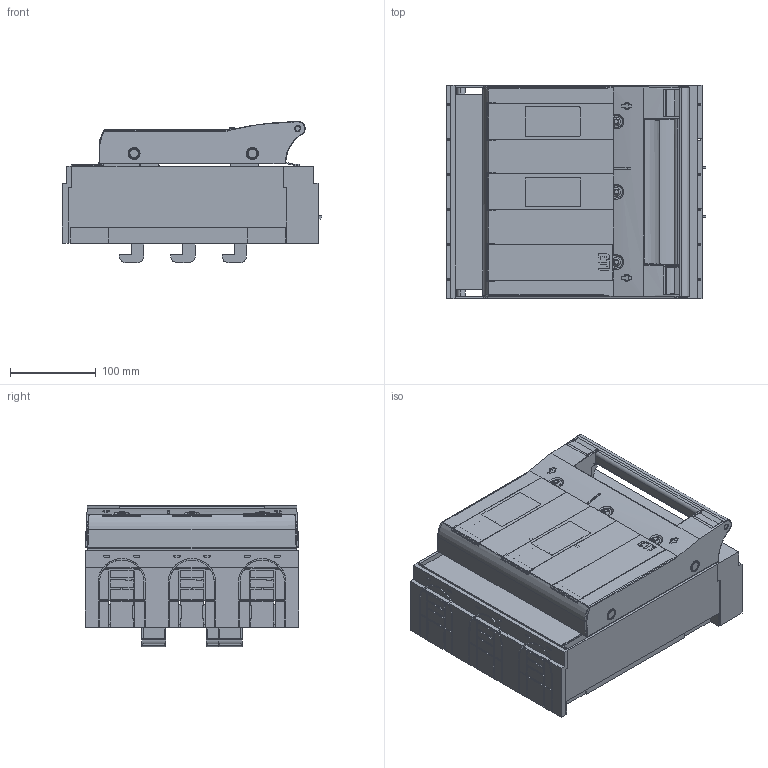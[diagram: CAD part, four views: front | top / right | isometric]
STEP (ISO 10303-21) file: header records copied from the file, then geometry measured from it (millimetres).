
FILE_DESCRIPTION((''),'2;1');
FILE_NAME('001690914_KVL_B_3_3P_M10-M10_ASM','2021-04-16T',('marketing.praksa'),('Audax d.o.o.'),'CREO PARAMETRIC BY PTC INC, 2017480','CREO PARAMETRIC BY PTC INC, 2017480','');
FILE_SCHEMA(('AUTOMOTIVE_DESIGN { 1 0 10303 214 1 1 1 1 }'));
Products named in the file (59): 34208_L_SCHEIBE_GR_1_1_2_1_1; IMPORTED11-5208_1_1; IMPORTED2-6545_1_1; IMPORTED15-9227_1_1; IMPORTED10-12424_1_1; IMPORTED13-13894_1_1; IMPORTED12-16438_1_1; IMPORTED4-22961_1_1; IMPORTED5-23686_1_1; IMPORTED6-26845_1_1; IMPORTED7-30850_1_1; IMPORTED16-35535_1_1; IMPORTED14-42832_1_1; IMPORTED17-50732_1_1; H-52649_1_1; IMPORTED19-64960_1_1; IMPORTED3-66285_1_1; IMPORTED8-70921_1_1; IMPORTED18-102439_1_1; IMPORTED9-103741_1_1; 34247_L_SCHUTZABDECKUNG_UNTEN_G_ASM; 158648_L_ANSCHLUSSSCHIENE_L2_GR; 158641-01_L_ANSCHLUSSLASCHE_GR3; 158649_L_ANSCHLUSSSCHIENE_L3_GR; 34213_L_SK-MONTAGEHAUBE_1_2_1_1; 5491_05_KLEMMBUEGEL_KPL_1_2_ASM_ASM; 34245_L01_GEHAEUSE_1_1; IMPORTED20_1_1; H-3298_1_1; IMPORTED6-4604_1_1; IMPORTED5-10614_1_1; IMPORTED16-11835_1_1; IMPORTED10-19711_1_1; IMPORTED17-36143_1_1; IMPORTED14-39408_1_1; IMPORTED22_1_1; IMPORTED11-50002_1_1; IMPORTED13-54490_1_1; IMPORTED8-55331_1_1; IMPORTED4-58493_1_1 ...
Assembly tree (64 placements, depth 4):
  001690914_KVL_B_3_3P_M10-M10_ASM
    34208_L_SCHEIBE_GR_1_1_2_1_1  x3
    34247_L_SCHUTZABDECKUNG_UNTEN_G_ASM
      IMPORTED11-5208_1_1
      IMPORTED2-6545_1_1
      IMPORTED15-9227_1_1
      IMPORTED10-12424_1_1
      IMPORTED13-13894_1_1
      IMPORTED12-16438_1_1
      IMPORTED4-22961_1_1
      IMPORTED5-23686_1_1
      IMPORTED6-26845_1_1
      IMPORTED7-30850_1_1
      IMPORTED16-35535_1_1
      IMPORTED14-42832_1_1
      IMPORTED17-50732_1_1
      H-52649_1_1
      IMPORTED19-64960_1_1
      IMPORTED3-66285_1_1
      IMPORTED8-70921_1_1
      IMPORTED18-102439_1_1
      IMPORTED9-103741_1_1
    158648_L_ANSCHLUSSSCHIENE_L2_GR
    158641-01_L_ANSCHLUSSLASCHE_GR3  x3
    158649_L_ANSCHLUSSSCHIENE_L3_GR
    5491_05_KLEMMBUEGEL_KPL_1_2_ASM_ASM  x3
      34213_L_SK-MONTAGEHAUBE_1_2_1_1
    34245_L01_GEHAEUSE_1_1
    34246_L_SCHUTZABDECKUNG_OBEN_GR_ASM
      IMPORTED20_1_1
      H-3298_1_1
      IMPORTED6-4604_1_1
      IMPORTED5-10614_1_1
      IMPORTED16-11835_1_1
      IMPORTED10-19711_1_1
      IMPORTED17-36143_1_1
      IMPORTED14-39408_1_1
      IMPORTED22_1_1
      IMPORTED11-50002_1_1
      IMPORTED13-54490_1_1
      IMPORTED8-55331_1_1
      IMPORTED4-58493_1_1
      IMPORTED9-63176_1_1
      IMPORTED7-72822_1_1
      IMPORTED21_1_1
      IMPORTED19-85108_1_1
      IMPORTED15-85809_1_1
      IMPORTED18-88307_1_1
      IMPORTED2-89013_1_1
      IMPORTED12-94721_1_1
      IMPORTED3-99242_1_1
    158647_L_ANSCHLUSSSCHIENE_L1_GR
    ASM0104_ASM_1_ASM
      34206_L01_FRONTPLATTE_GR3_3-POL
      PRT0127_1_ASM
        PRT0127_1_1
        PRT0127_1_2
        PRT0127_1_3
      PRT8790_1
Bounding box: 302.76 x 249.5 x 165.22 mm (x, y, z)
Volume: 3064837.3 mm3; surface area: 980970.7 mm2
Topology: 59 solids, 66 shells, 2122 faces, 6042 edges, 4061 vertices
Faces by surface type: plane 1541, cylinder 369, torus 66, bspline 56, extrusion 34, cone 29, sphere 15, revolution 12
Entity records: 104014 total; most frequent: CARTESIAN_POINT 18271, ORIENTED_EDGE 11184, DIRECTION 9553, PRESENTATION_STYLE_ASSIGNMENT 7667, STYLED_ITEM 7667, CURVE_STYLE 5638, EDGE_CURVE 5592, VECTOR 4017
